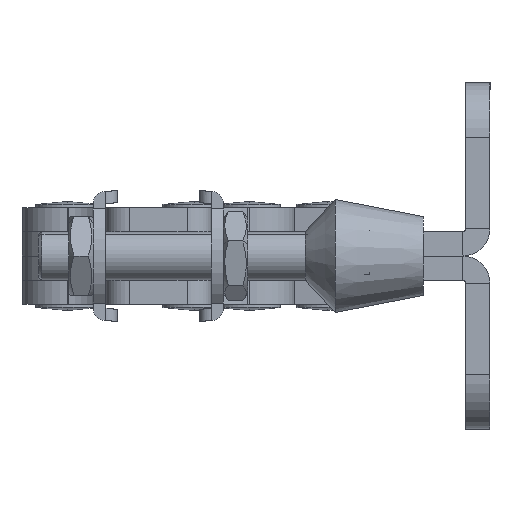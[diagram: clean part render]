
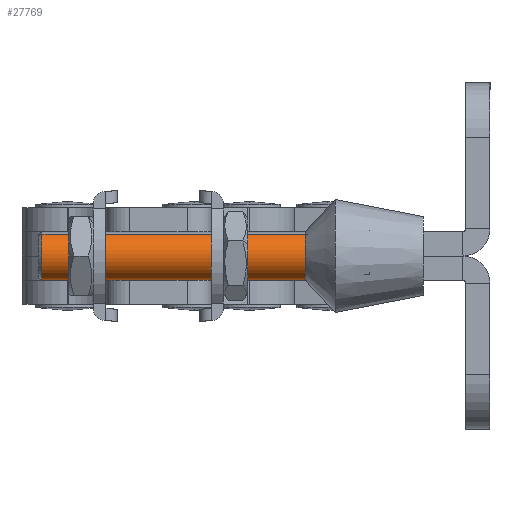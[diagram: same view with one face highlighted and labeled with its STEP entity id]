
A CAD part, left-side view. The second image highlights one B-rep face of the part: STEP entity #27769.
In plain terms, the highlighted cylindrical face has radius 4 mm (diameter 8 mm), a partial arc.
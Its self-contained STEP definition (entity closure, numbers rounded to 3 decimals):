
#945 = EDGE_CURVE ( 'NONE', #16891, #16791, #8533, .T. ) ;
#974 = EDGE_CURVE ( 'NONE', #15368, #17042, #8498, .T. ) ;
#999 = EDGE_CURVE ( 'NONE', #16891, #17042, #8475, .T. ) ;
#1032 = EDGE_CURVE ( 'NONE', #16791, #15368, #8432, .T. ) ;
#5457 = CYLINDRICAL_SURFACE ( 'NONE', #25624, 4. ) ;
#5471 = FACE_OUTER_BOUND ( 'NONE', #10697, .T. ) ;
#7854 = CARTESIAN_POINT ( 'NONE',  ( 60.45, 0., 0. ) ) ;
#7855 = DIRECTION ( 'NONE',  ( -1., 0., 0. ) ) ;
#7859 = DIRECTION ( 'NONE',  ( 0., 0., 1. ) ) ;
#8430 = VECTOR ( 'NONE', #23139, 1000. ) ;
#8432 = LINE ( 'NONE', #23142, #8430 ) ;
#8472 = VECTOR ( 'NONE', #23554, 1000. ) ;
#8475 = LINE ( 'NONE', #23559, #8472 ) ;
#8498 = CIRCLE ( 'NONE', #24710, 4. ) ;
#8533 = CIRCLE ( 'NONE', #24699, 4. ) ;
#10697 = EDGE_LOOP ( 'NONE', ( #17696, #17695, #17694, #17693 ) ) ;
#15368 = VERTEX_POINT ( 'NONE', #21961 ) ;
#16791 = VERTEX_POINT ( 'NONE', #21501 ) ;
#16891 = VERTEX_POINT ( 'NONE', #21311 ) ;
#17042 = VERTEX_POINT ( 'NONE', #21058 ) ;
#17693 = ORIENTED_EDGE ( 'NONE', *, *, #974, .T. ) ;
#17694 = ORIENTED_EDGE ( 'NONE', *, *, #1032, .T. ) ;
#17695 = ORIENTED_EDGE ( 'NONE', *, *, #945, .T. ) ;
#17696 = ORIENTED_EDGE ( 'NONE', *, *, #999, .F. ) ;
#21058 = CARTESIAN_POINT ( 'NONE',  ( 5.45, 0., -4. ) ) ;
#21311 = CARTESIAN_POINT ( 'NONE',  ( 54.45, 0., -4. ) ) ;
#21501 = CARTESIAN_POINT ( 'NONE',  ( 54.45, 0., 4. ) ) ;
#21961 = CARTESIAN_POINT ( 'NONE',  ( 5.45, 0., 4. ) ) ;
#23139 = DIRECTION ( 'NONE',  ( -1., 0., 0. ) ) ;
#23142 = CARTESIAN_POINT ( 'NONE',  ( 60.45, 0., 4. ) ) ;
#23147 = DIRECTION ( 'NONE',  ( -1., 0., 0. ) ) ;
#23154 = CARTESIAN_POINT ( 'NONE',  ( 54.45, 0., 0. ) ) ;
#23554 = DIRECTION ( 'NONE',  ( -1., 0., 0. ) ) ;
#23559 = CARTESIAN_POINT ( 'NONE',  ( 60.45, 0., -4. ) ) ;
#23841 = DIRECTION ( 'NONE',  ( 0., 0., 1. ) ) ;
#23842 = DIRECTION ( 'NONE',  ( 1., 0., 0. ) ) ;
#23843 = CARTESIAN_POINT ( 'NONE',  ( 5.45, 0., 0. ) ) ;
#24013 = DIRECTION ( 'NONE',  ( 0., 0., 1. ) ) ;
#24699 = AXIS2_PLACEMENT_3D ( 'NONE', #23154, #23147, #24013 ) ;
#24710 = AXIS2_PLACEMENT_3D ( 'NONE', #23843, #23842, #23841 ) ;
#25624 = AXIS2_PLACEMENT_3D ( 'NONE', #7854, #7855, #7859 ) ;
#27769 = ADVANCED_FACE ( 'NONE', ( #5471 ), #5457, .T. ) ;
